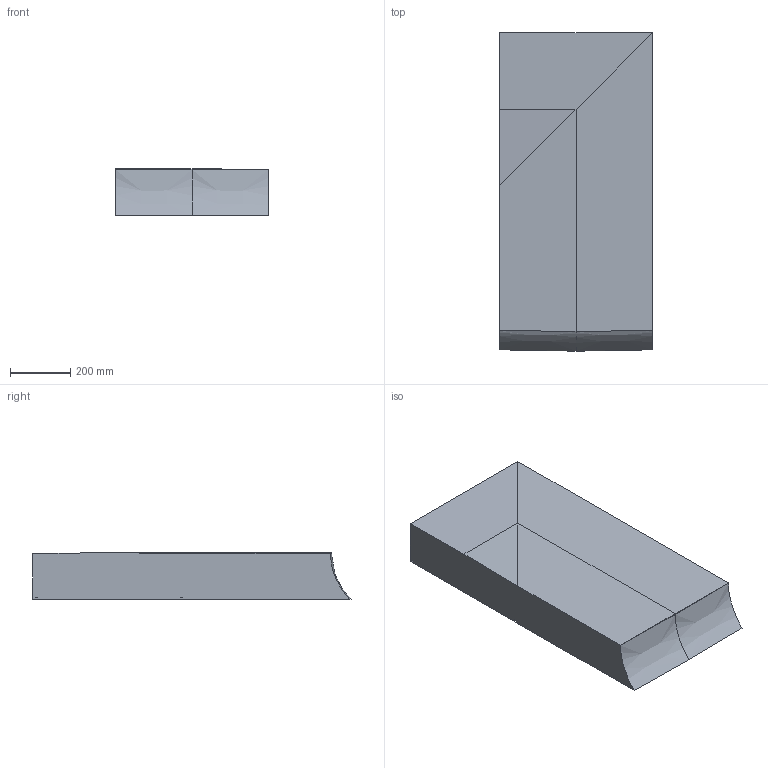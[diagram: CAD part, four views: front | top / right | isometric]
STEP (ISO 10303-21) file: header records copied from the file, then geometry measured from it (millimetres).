
FILE_DESCRIPTION(/* description */ (''),/* implementation_level */ '2;1');
FILE_NAME(/* name */ 'H - 1.step',/* time_stamp */ '2022-07-12T09:12:51-05:00',/* author */ (''),/* organization */ (''),/* preprocessor_version */ 'ST-DEVELOPER v19',/* originating_system */ 'Autodesk Translation Framework v11.7.0.108',/* authorisation */ '');
FILE_SCHEMA (('AUTOMOTIVE_DESIGN { 1 0 10303 214 3 1 1 }'));
Length unit declared in the file: inch
Products named in the file (1): H - 1
Bounding box: 508 x 1059.13 x 155.57 mm (x, y, z)
Volume: 79140965.3 mm3; surface area: 1536687.6 mm2
Topology: 1 solids, 1 shells, 24 faces, 60 edges, 38 vertices
Faces by surface type: plane 20, bspline 4
Entity records: 833 total; most frequent: CARTESIAN_POINT 256, ORIENTED_EDGE 120, DIRECTION 89, EDGE_CURVE 60, LINE 47, VECTOR 47, VERTEX_POINT 38, FACE_OUTER_BOUND 24
